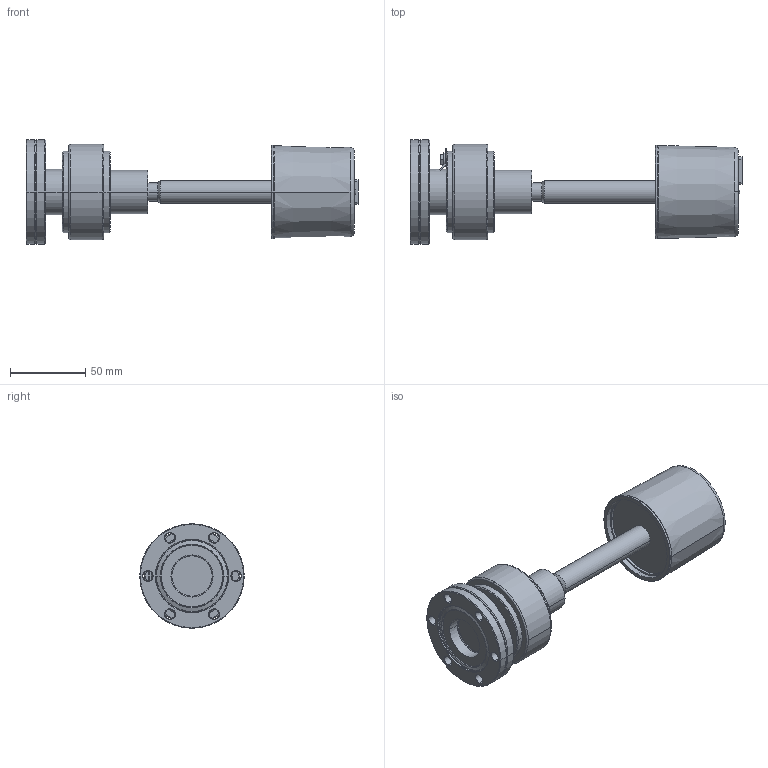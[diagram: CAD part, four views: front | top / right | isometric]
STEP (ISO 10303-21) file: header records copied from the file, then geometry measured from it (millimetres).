
FILE_DESCRIPTION((''),'2;1');
FILE_NAME('PTR21261.stp','2004-07-23T17:35:58',('GELH'),(''),'Autodesk Inventor (R) 6.0','Autodesk Inventor (R) 6.0','');
FILE_SCHEMA(('AUTOMOTIVE_DESIGN { 1 0 10303 214 1 1 1 1 }'));
Length unit declared in the file: millimetre
Products named in the file (1): PTR21261
Bounding box: 220.75 x 69.5 x 69.5 mm (x, y, z)
Volume: 318848.6 mm3; surface area: 49255.3 mm2
Topology: 1 solids, 2 shells, 194 faces, 478 edges, 297 vertices
Faces by surface type: plane 68, cylinder 62, cone 48, bspline 8, torus 8
Entity records: 6110 total; most frequent: CARTESIAN_POINT 1307, DIRECTION 1082, ORIENTED_EDGE 952, EDGE_CURVE 476, AXIS2_PLACEMENT_3D 421, VERTEX_POINT 297, VECTOR 240, LINE 240
